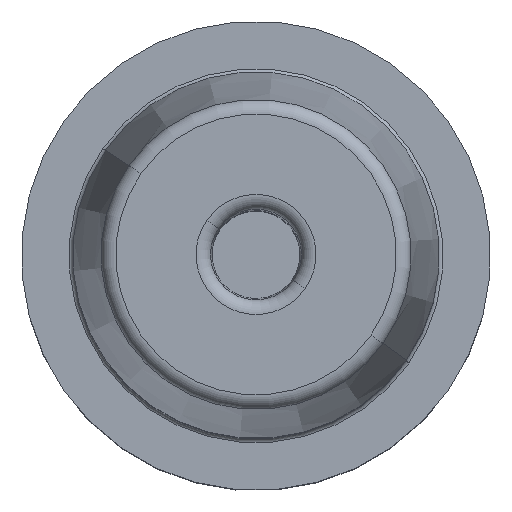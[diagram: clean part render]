
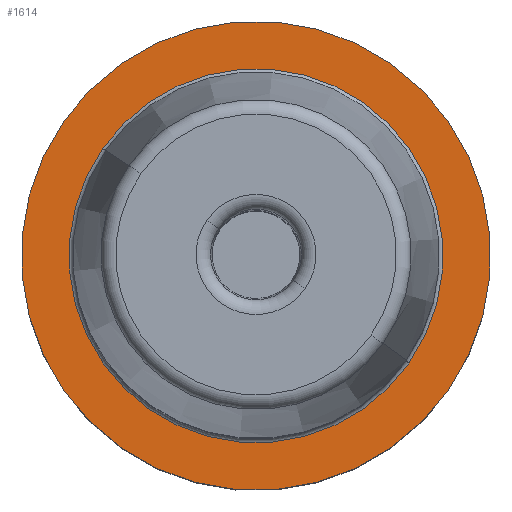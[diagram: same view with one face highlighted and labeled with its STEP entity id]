
A CAD part, top view. The second image highlights one B-rep face of the part: STEP entity #1614.
In plain terms, the highlighted planar face has unit normal (0, 0, 1).
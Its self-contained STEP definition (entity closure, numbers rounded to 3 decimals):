
#547=CARTESIAN_POINT('',(0.,0.,19.95));
#548=DIRECTION('',(0.,0.,-1.));
#549=DIRECTION('',(-0.819,0.574,0.));
#550=AXIS2_PLACEMENT_3D('',#547,#548,#549);
#555=CARTESIAN_POINT('',(0.,0.,19.95));
#556=DIRECTION('',(0.,0.,1.));
#557=DIRECTION('',(-0.819,0.574,0.));
#558=AXIS2_PLACEMENT_3D('',#555,#556,#557);
#563=CARTESIAN_POINT('',(0.,0.,19.95));
#564=DIRECTION('',(0.,0.,1.));
#565=DIRECTION('',(-0.819,0.574,0.));
#566=AXIS2_PLACEMENT_3D('',#563,#564,#565);
#571=CARTESIAN_POINT('',(0.,0.,19.95));
#572=DIRECTION('',(0.,0.,-1.));
#573=DIRECTION('',(-0.819,0.574,0.));
#574=AXIS2_PLACEMENT_3D('',#571,#572,#573);
#1017=CARTESIAN_POINT('',(-10.444,7.313,19.95));
#1018=VERTEX_POINT('',#1017);
#1019=CARTESIAN_POINT('',(-13.106,9.177,19.95));
#1021=VERTEX_POINT('',#1019);
#1083=CARTESIAN_POINT('',(10.444,-7.313,19.95));
#1084=VERTEX_POINT('',#1083);
#1085=CARTESIAN_POINT('',(13.106,-9.177,19.95));
#1087=VERTEX_POINT('',#1085);
#1599=CARTESIAN_POINT('',(0.,0.,19.95));
#1600=DIRECTION('',(0.,0.,1.));
#1601=DIRECTION('',(0.819,-0.574,0.));
#1602=AXIS2_PLACEMENT_3D('',#1599,#1600,#1601);
#1603=PLANE('',#1602);
#1604=ORIENTED_EDGE('',*,*,#1581,.T.);
#1605=ORIENTED_EDGE('',*,*,#1592,.F.);
#1606=EDGE_LOOP('',(#1604,#1605));
#1607=FACE_OUTER_BOUND('',#1606,.F.);
#1609=ORIENTED_EDGE('',*,*,#1608,.T.);
#1611=ORIENTED_EDGE('',*,*,#1610,.F.);
#1612=EDGE_LOOP('',(#1609,#1611));
#1613=FACE_BOUND('',#1612,.F.);
#1614=ADVANCED_FACE('',(#1607,#1613),#1603,.T.);
#551=CIRCLE('',#550,16.);
#559=CIRCLE('',#558,16.);
#567=CIRCLE('',#566,12.75);
#575=CIRCLE('',#574,12.75);
#1581=EDGE_CURVE('',#1021,#1087,#551,.T.);
#1592=EDGE_CURVE('',#1021,#1087,#559,.T.);
#1608=EDGE_CURVE('',#1018,#1084,#567,.T.);
#1610=EDGE_CURVE('',#1018,#1084,#575,.T.);
